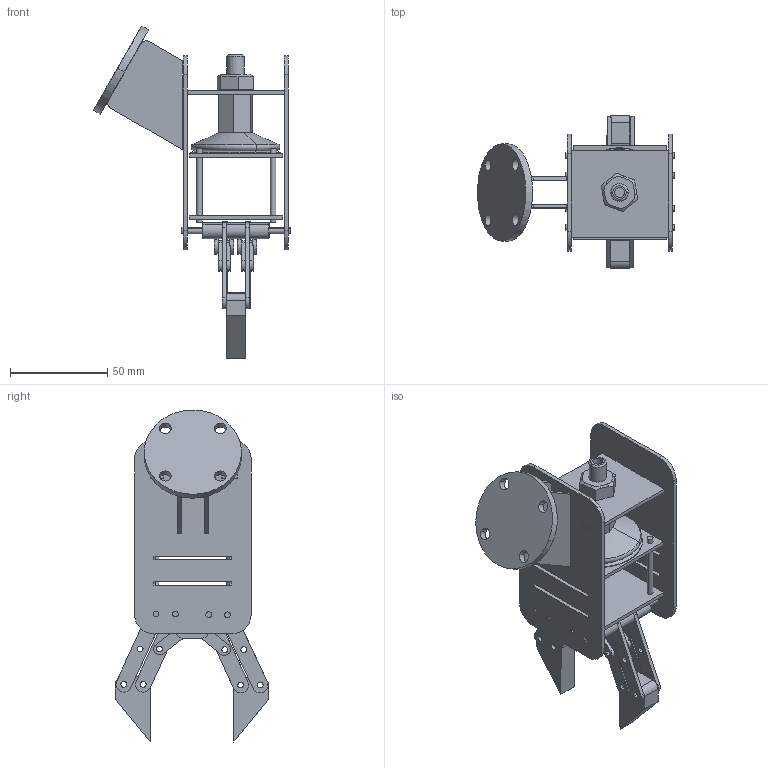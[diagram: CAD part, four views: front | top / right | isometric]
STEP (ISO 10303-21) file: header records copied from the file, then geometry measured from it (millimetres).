
FILE_DESCRIPTION(('CATIA V5 STEP Exchange'),'2;1');
FILE_NAME('Gripper_Tool.stp','2022-11-06T08:11:30+00:00',('none'),('none'),'CATIA Version 5 Release 19 GA (IN-10)','CATIA V5 STEP AP203','none');
FILE_SCHEMA(('CONFIG_CONTROL_DESIGN'));
Length unit declared in the file: millimetre
Products named in the file (1): Gripper_Tool
Bounding box: 101.37 x 78.8 x 170.87 mm (x, y, z)
Volume: 81473 mm3; surface area: 80589.9 mm2
Topology: 6 solids, 7 shells, 662 faces, 1921 edges, 1278 vertices
Faces by surface type: plane 329, cylinder 317, cone 10, torus 6
Entity records: 20851 total; most frequent: CARTESIAN_POINT 4470, ORIENTED_EDGE 3842, DIRECTION 2547, EDGE_CURVE 1921, VERTEX_POINT 1278, AXIS2_PLACEMENT_3D 1116, VECTOR 1018, LINE 1018
